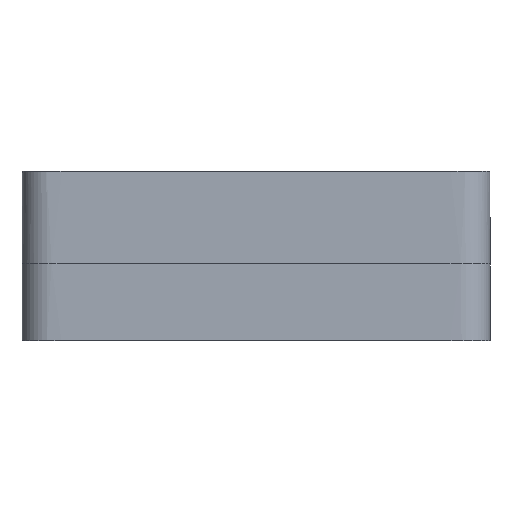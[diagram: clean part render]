
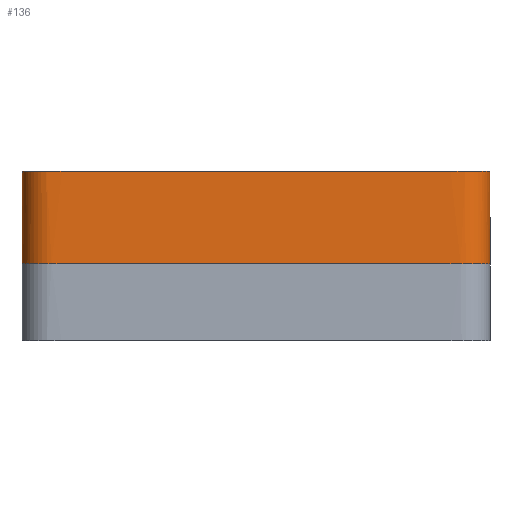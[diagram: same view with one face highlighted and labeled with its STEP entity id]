
A CAD part, front view. The second image highlights one B-rep face of the part: STEP entity #136.
In plain terms, the highlighted free-form (B-spline) face has degree [1, 2] with [2, 11] control points.
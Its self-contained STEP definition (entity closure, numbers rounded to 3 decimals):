
#136=ADVANCED_FACE($,(#450),#4429,.T.);
#450=FACE_OUTER_BOUND($,#790,.T.);
#790=EDGE_LOOP($,(#1606,#1607,#1608,#1609));
#1606=ORIENTED_EDGE($,*,*,#3264,.T.);
#1607=ORIENTED_EDGE($,*,*,#3262,.F.);
#1608=ORIENTED_EDGE($,*,*,#3263,.F.);
#1609=ORIENTED_EDGE($,*,*,#3261,.F.);
#3261=EDGE_CURVE($,#4096,#4097,#5330,.T.);
#3262=EDGE_CURVE($,#4099,#4098,#5331,.T.);
#3263=EDGE_CURVE($,#4097,#4099,#4836,.T.);
#3264=EDGE_CURVE($,#4096,#4098,#4837,.T.);
#4096=VERTEX_POINT($,#15316);
#4097=VERTEX_POINT($,#15317);
#4098=VERTEX_POINT($,#15318);
#4099=VERTEX_POINT($,#15319);
#4429=(
BOUNDED_SURFACE()
B_SPLINE_SURFACE(1,2,((#12084,#12085,#12086,#12087,#12088,#12089,#12090,
#12091,#12092,#12093,#12094),(#12095,#12096,#12097,#12098,#12099,#12100,
#12101,#12102,#12103,#12104,#12105)),.UNSPECIFIED.,.F.,.F.,.F.)
B_SPLINE_SURFACE_WITH_KNOTS((2,2),(3,2,2,2,2,3),(5.,11.04),
(-311.109,-300.931,-297.79,-271.31,
-268.168,-257.99),.UNSPECIFIED.)
GEOMETRIC_REPRESENTATION_ITEM()
RATIONAL_B_SPLINE_SURFACE(((1.,1.,1.,0.707,1.,1.,1.,0.707,
1.,1.,1.),(1.,1.,1.,0.707,1.,1.,1.,0.707,1.,1.,1.)))
REPRESENTATION_ITEM($)
SURFACE()
);
#4836=B_SPLINE_CURVE_WITH_KNOTS($,1,(#8222,#8223),.UNSPECIFIED.,.F.,.F.,
(2,2),(5.,11.04),.UNSPECIFIED.);
#4837=B_SPLINE_CURVE_WITH_KNOTS($,1,(#8224,#8225),.UNSPECIFIED.,.F.,.F.,
(2,2),(5.,11.04),.UNSPECIFIED.);
#5330=(
BOUNDED_CURVE()
B_SPLINE_CURVE(2,(#8200,#8201,#8202,#8203,#8204,#8205,#8206,#8207,#8208,
#8209,#8210),.UNSPECIFIED.,.F.,.F.)
B_SPLINE_CURVE_WITH_KNOTS((3,2,2,2,2,3),(1.359,11.537,
14.678,41.158,44.3,54.478),.UNSPECIFIED.)
CURVE()
GEOMETRIC_REPRESENTATION_ITEM()
RATIONAL_B_SPLINE_CURVE((1.,1.,1.,0.707,1.,1.,1.,0.707,
1.,1.,1.))
REPRESENTATION_ITEM($)
);
#5331=(
BOUNDED_CURVE()
B_SPLINE_CURVE(2,(#8211,#8212,#8213,#8214,#8215,#8216,#8217,#8218,#8219,
#8220,#8221),.UNSPECIFIED.,.F.,.F.)
B_SPLINE_CURVE_WITH_KNOTS((3,2,2,2,2,3),(257.99,268.168,
271.31,297.79,300.931,311.109),.UNSPECIFIED.)
CURVE()
GEOMETRIC_REPRESENTATION_ITEM()
RATIONAL_B_SPLINE_CURVE((1.,1.,1.,0.707,1.,1.,1.,0.707,
1.,1.,1.))
REPRESENTATION_ITEM($)
);
#8200=CARTESIAN_POINT($,(15.24,12.178,5.));
#8201=CARTESIAN_POINT($,(15.24,7.089,5.));
#8202=CARTESIAN_POINT($,(15.24,2.,5.));
#8203=CARTESIAN_POINT($,(15.24,0.,5.));
#8204=CARTESIAN_POINT($,(13.24,0.,5.));
#8205=CARTESIAN_POINT($,(0.,0.,5.));
#8206=CARTESIAN_POINT($,(-13.24,0.,5.));
#8207=CARTESIAN_POINT($,(-15.24,0.,5.));
#8208=CARTESIAN_POINT($,(-15.24,2.,5.));
#8209=CARTESIAN_POINT($,(-15.24,7.089,5.));
#8210=CARTESIAN_POINT($,(-15.24,12.178,5.));
#8211=CARTESIAN_POINT($,(-15.24,12.178,11.04));
#8212=CARTESIAN_POINT($,(-15.24,7.089,11.04));
#8213=CARTESIAN_POINT($,(-15.24,2.,11.04));
#8214=CARTESIAN_POINT($,(-15.24,0.,11.04));
#8215=CARTESIAN_POINT($,(-13.24,0.,11.04));
#8216=CARTESIAN_POINT($,(0.,0.,11.04));
#8217=CARTESIAN_POINT($,(13.24,0.,11.04));
#8218=CARTESIAN_POINT($,(15.24,0.,11.04));
#8219=CARTESIAN_POINT($,(15.24,2.,11.04));
#8220=CARTESIAN_POINT($,(15.24,7.089,11.04));
#8221=CARTESIAN_POINT($,(15.24,12.178,11.04));
#8222=CARTESIAN_POINT($,(-15.24,12.178,5.));
#8223=CARTESIAN_POINT($,(-15.24,12.178,11.04));
#8224=CARTESIAN_POINT($,(15.24,12.178,5.));
#8225=CARTESIAN_POINT($,(15.24,12.178,11.04));
#12084=CARTESIAN_POINT($,(15.24,12.178,5.));
#12085=CARTESIAN_POINT($,(15.24,7.089,5.));
#12086=CARTESIAN_POINT($,(15.24,2.,5.));
#12087=CARTESIAN_POINT($,(15.24,0.,5.));
#12088=CARTESIAN_POINT($,(13.24,0.,5.));
#12089=CARTESIAN_POINT($,(0.,0.,5.));
#12090=CARTESIAN_POINT($,(-13.24,0.,5.));
#12091=CARTESIAN_POINT($,(-15.24,0.,5.));
#12092=CARTESIAN_POINT($,(-15.24,2.,5.));
#12093=CARTESIAN_POINT($,(-15.24,7.089,5.));
#12094=CARTESIAN_POINT($,(-15.24,12.178,5.));
#12095=CARTESIAN_POINT($,(15.24,12.178,11.04));
#12096=CARTESIAN_POINT($,(15.24,7.089,11.04));
#12097=CARTESIAN_POINT($,(15.24,2.,11.04));
#12098=CARTESIAN_POINT($,(15.24,0.,11.04));
#12099=CARTESIAN_POINT($,(13.24,0.,11.04));
#12100=CARTESIAN_POINT($,(0.,0.,11.04));
#12101=CARTESIAN_POINT($,(-13.24,0.,11.04));
#12102=CARTESIAN_POINT($,(-15.24,0.,11.04));
#12103=CARTESIAN_POINT($,(-15.24,2.,11.04));
#12104=CARTESIAN_POINT($,(-15.24,7.089,11.04));
#12105=CARTESIAN_POINT($,(-15.24,12.178,11.04));
#15316=CARTESIAN_POINT($,(15.24,12.178,5.));
#15317=CARTESIAN_POINT($,(-15.24,12.178,5.));
#15318=CARTESIAN_POINT($,(15.24,12.178,11.04));
#15319=CARTESIAN_POINT($,(-15.24,12.178,11.04));
